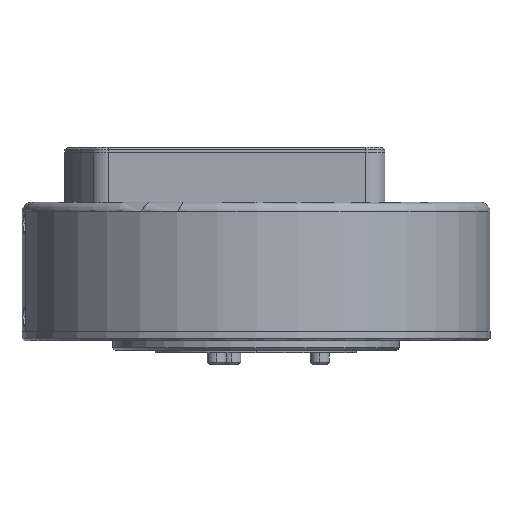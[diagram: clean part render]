
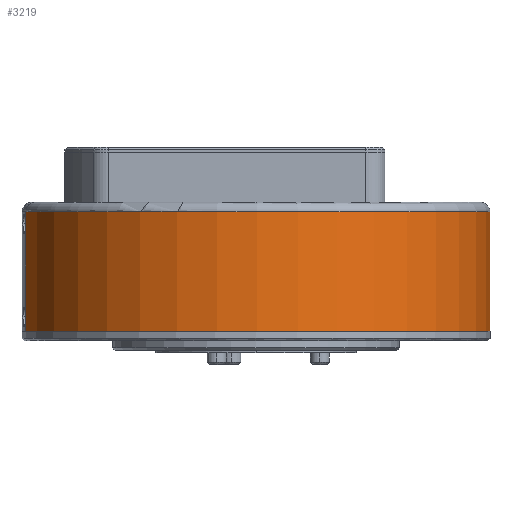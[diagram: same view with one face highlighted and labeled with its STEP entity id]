
A CAD part, front view. The second image highlights one B-rep face of the part: STEP entity #3219.
In plain terms, the highlighted cylindrical face has radius 49 mm (diameter 98 mm), a partial arc.
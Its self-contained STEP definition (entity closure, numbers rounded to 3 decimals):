
#196 = AXIS2_PLACEMENT_3D ( 'NONE', #32009, #24336, #27011 ) ;
#347 = ORIENTED_EDGE ( 'NONE', *, *, #16347, .T. ) ;
#663 = EDGE_CURVE ( 'NONE', #6094, #32165, #7801, .T. ) ;
#2170 = DIRECTION ( 'NONE',  ( 0., 0., 1. ) ) ;
#3219 = ADVANCED_FACE ( 'NONE', ( #23933 ), #19521, .T. ) ;
#3438 = DIRECTION ( 'NONE',  ( 0., 0., 1. ) ) ;
#4065 = VERTEX_POINT ( 'NONE', #16664 ) ;
#5582 = CARTESIAN_POINT ( 'NONE',  ( -48.166, -9., 27.3 ) ) ;
#6094 = VERTEX_POINT ( 'NONE', #5582 ) ;
#6280 = CARTESIAN_POINT ( 'NONE',  ( 0., 0., 2.3 ) ) ;
#6489 = EDGE_LOOP ( 'NONE', ( #347, #7473, #31637, #24462 ) ) ;
#6974 = CARTESIAN_POINT ( 'NONE',  ( 49., 0., 2.3 ) ) ;
#7473 = ORIENTED_EDGE ( 'NONE', *, *, #28954, .T. ) ;
#7801 = LINE ( 'NONE', #13408, #8623 ) ;
#8623 = VECTOR ( 'NONE', #11364, 1000. ) ;
#11364 = DIRECTION ( 'NONE',  ( 0., 0., -1. ) ) ;
#13242 = CIRCLE ( 'NONE', #15762, 49. ) ;
#13408 = CARTESIAN_POINT ( 'NONE',  ( -48.166, -9., 2.3 ) ) ;
#15762 = AXIS2_PLACEMENT_3D ( 'NONE', #28706, #3438, #15823 ) ;
#15823 = DIRECTION ( 'NONE',  ( 1., 0., 0. ) ) ;
#16347 = EDGE_CURVE ( 'NONE', #32165, #4065, #13242, .T. ) ;
#16664 = CARTESIAN_POINT ( 'NONE',  ( 49., 0., 2.3 ) ) ;
#19521 = CYLINDRICAL_SURFACE ( 'NONE', #27518, 49. ) ;
#21698 = CARTESIAN_POINT ( 'NONE',  ( -48.166, -9., 2.3 ) ) ;
#21903 = DIRECTION ( 'NONE',  ( 0., 0., 1. ) ) ;
#22807 = DIRECTION ( 'NONE',  ( 1., 0., 0. ) ) ;
#23933 = FACE_OUTER_BOUND ( 'NONE', #6489, .T. ) ;
#24336 = DIRECTION ( 'NONE',  ( 0., 0., -1. ) ) ;
#24462 = ORIENTED_EDGE ( 'NONE', *, *, #663, .T. ) ;
#24494 = VECTOR ( 'NONE', #21903, 1000. ) ;
#27011 = DIRECTION ( 'NONE',  ( 1., 0., 0. ) ) ;
#27247 = EDGE_CURVE ( 'NONE', #27918, #6094, #29894, .T. ) ;
#27518 = AXIS2_PLACEMENT_3D ( 'NONE', #6280, #2170, #22807 ) ;
#27918 = VERTEX_POINT ( 'NONE', #28234 ) ;
#28234 = CARTESIAN_POINT ( 'NONE',  ( 49., 0., 27.3 ) ) ;
#28706 = CARTESIAN_POINT ( 'NONE',  ( 0., 0., 2.3 ) ) ;
#28954 = EDGE_CURVE ( 'NONE', #4065, #27918, #31370, .T. ) ;
#29894 = CIRCLE ( 'NONE', #196, 49. ) ;
#31370 = LINE ( 'NONE', #6974, #24494 ) ;
#31637 = ORIENTED_EDGE ( 'NONE', *, *, #27247, .T. ) ;
#32009 = CARTESIAN_POINT ( 'NONE',  ( 0., 0., 27.3 ) ) ;
#32165 = VERTEX_POINT ( 'NONE', #21698 ) ;
